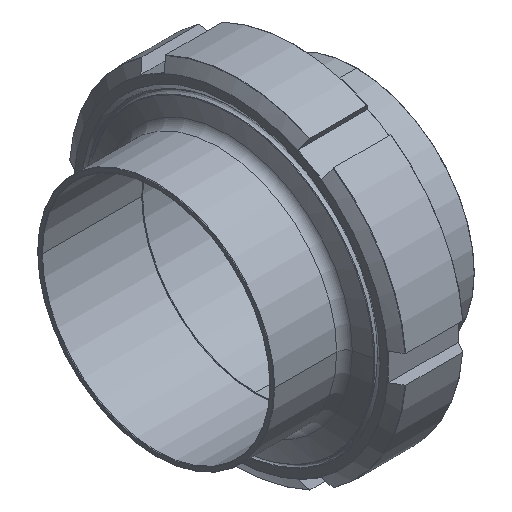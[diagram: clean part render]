
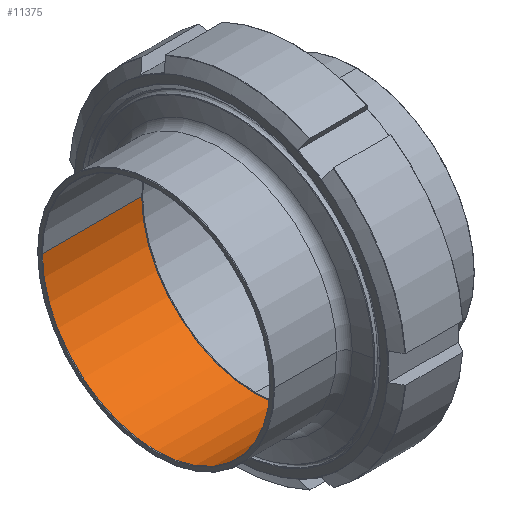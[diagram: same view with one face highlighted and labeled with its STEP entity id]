
A CAD part, isometric view. The second image highlights one B-rep face of the part: STEP entity #11375.
In plain terms, the highlighted cylindrical face has radius 50 mm (diameter 100 mm), a partial arc.
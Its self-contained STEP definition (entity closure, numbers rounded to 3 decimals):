
#619 = DIRECTION ( 'NONE',  ( -1., 0., 0. ) ) ;
#2473 = VERTEX_POINT ( 'NONE', #14668 ) ;
#3891 = EDGE_CURVE ( 'NONE', #2473, #61725, #53940, .T. ) ;
#4389 = AXIS2_PLACEMENT_3D ( 'NONE', #5987, #38083, #26615 ) ;
#5987 = CARTESIAN_POINT ( 'NONE',  ( -10.2, 0., 0. ) ) ;
#10574 = LINE ( 'NONE', #63625, #13831 ) ;
#11375 = ADVANCED_FACE ( 'NONE', ( #34211 ), #59973, .F. ) ;
#13831 = VECTOR ( 'NONE', #21063, 1000. ) ;
#14046 = CARTESIAN_POINT ( 'NONE',  ( 0., -50., 0. ) ) ;
#14668 = CARTESIAN_POINT ( 'NONE',  ( -10.2, -50., 0. ) ) ;
#16683 = ORIENTED_EDGE ( 'NONE', *, *, #3891, .T. ) ;
#18295 = CARTESIAN_POINT ( 'NONE',  ( -53.8, 50., 0. ) ) ;
#20767 = DIRECTION ( 'NONE',  ( 0., -1., 0. ) ) ;
#21063 = DIRECTION ( 'NONE',  ( 1., 0., 0. ) ) ;
#22547 = EDGE_CURVE ( 'NONE', #29000, #63201, #38451, .T. ) ;
#25538 = DIRECTION ( 'NONE',  ( 1., 0., 0. ) ) ;
#26615 = DIRECTION ( 'NONE',  ( 0., 1., 0. ) ) ;
#29000 = VERTEX_POINT ( 'NONE', #18295 ) ;
#34211 = FACE_OUTER_BOUND ( 'NONE', #37709, .T. ) ;
#37709 = EDGE_LOOP ( 'NONE', ( #41476, #53928, #16683, #44991 ) ) ;
#38083 = DIRECTION ( 'NONE',  ( 1., 0., 0. ) ) ;
#38451 = CIRCLE ( 'NONE', #46851, 50. ) ;
#41476 = ORIENTED_EDGE ( 'NONE', *, *, #22547, .T. ) ;
#42381 = AXIS2_PLACEMENT_3D ( 'NONE', #67382, #25538, #56772 ) ;
#44991 = ORIENTED_EDGE ( 'NONE', *, *, #63717, .F. ) ;
#45787 = CARTESIAN_POINT ( 'NONE',  ( -53.8, -50., 0. ) ) ;
#46362 = EDGE_CURVE ( 'NONE', #63201, #2473, #50779, .T. ) ;
#46851 = AXIS2_PLACEMENT_3D ( 'NONE', #58459, #619, #20767 ) ;
#50779 = LINE ( 'NONE', #14046, #54104 ) ;
#51049 = CARTESIAN_POINT ( 'NONE',  ( -10.2, 50., 0. ) ) ;
#53928 = ORIENTED_EDGE ( 'NONE', *, *, #46362, .T. ) ;
#53940 = CIRCLE ( 'NONE', #4389, 50. ) ;
#54104 = VECTOR ( 'NONE', #60845, 1000. ) ;
#56772 = DIRECTION ( 'NONE',  ( 0., 1., 0. ) ) ;
#58459 = CARTESIAN_POINT ( 'NONE',  ( -53.8, 0., 0. ) ) ;
#59973 = CYLINDRICAL_SURFACE ( 'NONE', #42381, 50. ) ;
#60845 = DIRECTION ( 'NONE',  ( 1., 0., 0. ) ) ;
#61725 = VERTEX_POINT ( 'NONE', #51049 ) ;
#63201 = VERTEX_POINT ( 'NONE', #45787 ) ;
#63625 = CARTESIAN_POINT ( 'NONE',  ( 0., 50., 0. ) ) ;
#63717 = EDGE_CURVE ( 'NONE', #29000, #61725, #10574, .T. ) ;
#67382 = CARTESIAN_POINT ( 'NONE',  ( 0., 0., 0. ) ) ;
